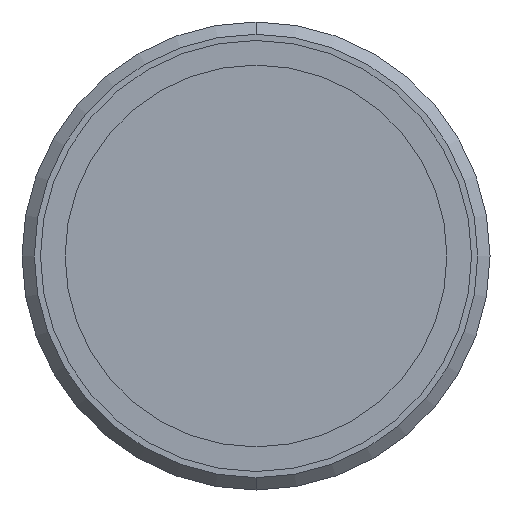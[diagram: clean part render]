
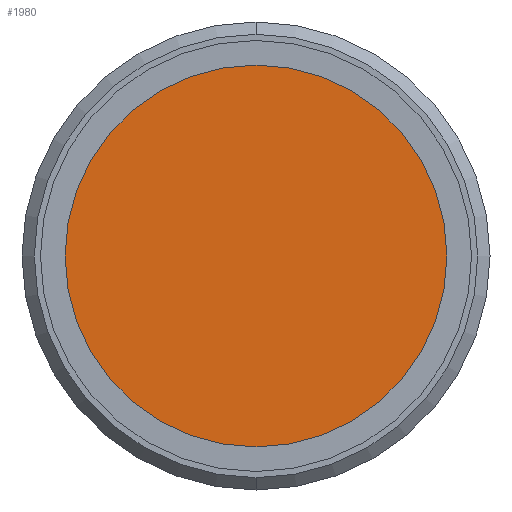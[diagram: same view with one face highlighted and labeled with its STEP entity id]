
A CAD part, front view. The second image highlights one B-rep face of the part: STEP entity #1980.
In plain terms, the highlighted planar face has unit normal (0, -1, 0).
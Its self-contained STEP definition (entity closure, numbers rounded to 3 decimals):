
#56 = EDGE_CURVE ( 'NONE', #1205, #1136, #1442, .T. ) ;
#186 = AXIS2_PLACEMENT_3D ( 'NONE', #2217, #2216, #2215 ) ;
#231 = AXIS2_PLACEMENT_3D ( 'NONE', #2293, #2286, #2391 ) ;
#254 = EDGE_CURVE ( 'NONE', #1136, #1205, #1329, .T. ) ;
#463 = DIRECTION ( 'NONE',  ( 0., 0., 1. ) ) ;
#464 = DIRECTION ( 'NONE',  ( 0., 1., 0. ) ) ;
#466 = PLANE ( 'NONE',  #2043 ) ;
#472 = CARTESIAN_POINT ( 'NONE',  ( 0., 0., 0. ) ) ;
#760 = CARTESIAN_POINT ( 'NONE',  ( 0., 0., -17.2 ) ) ;
#845 = CARTESIAN_POINT ( 'NONE',  ( 0., 0., 17.2 ) ) ;
#1062 = FACE_OUTER_BOUND ( 'NONE', #1580, .T. ) ;
#1136 = VERTEX_POINT ( 'NONE', #845 ) ;
#1205 = VERTEX_POINT ( 'NONE', #760 ) ;
#1329 = CIRCLE ( 'NONE', #186, 17.2 ) ;
#1442 = CIRCLE ( 'NONE', #231, 17.2 ) ;
#1580 = EDGE_LOOP ( 'NONE', ( #1847, #1848 ) ) ;
#1847 = ORIENTED_EDGE ( 'NONE', *, *, #254, .T. ) ;
#1848 = ORIENTED_EDGE ( 'NONE', *, *, #56, .T. ) ;
#1980 = ADVANCED_FACE ( 'NONE', ( #1062 ), #466, .F. ) ;
#2043 = AXIS2_PLACEMENT_3D ( 'NONE', #472, #464, #463 ) ;
#2215 = DIRECTION ( 'NONE',  ( 0., 0., 1. ) ) ;
#2216 = DIRECTION ( 'NONE',  ( 0., -1., 0. ) ) ;
#2217 = CARTESIAN_POINT ( 'NONE',  ( 0., 0., 0. ) ) ;
#2286 = DIRECTION ( 'NONE',  ( 0., -1., 0. ) ) ;
#2293 = CARTESIAN_POINT ( 'NONE',  ( 0., 0., 0. ) ) ;
#2391 = DIRECTION ( 'NONE',  ( 0., 0., 1. ) ) ;
